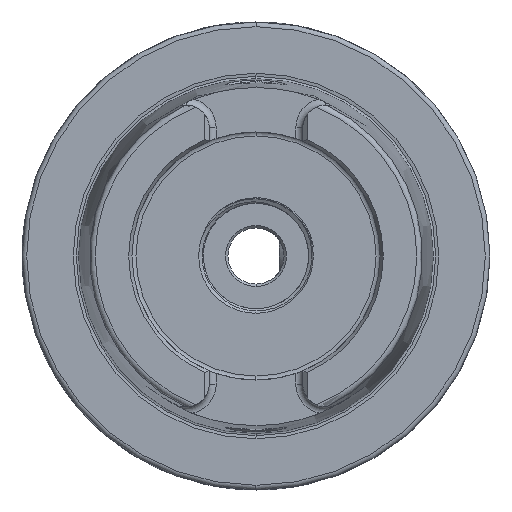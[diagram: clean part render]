
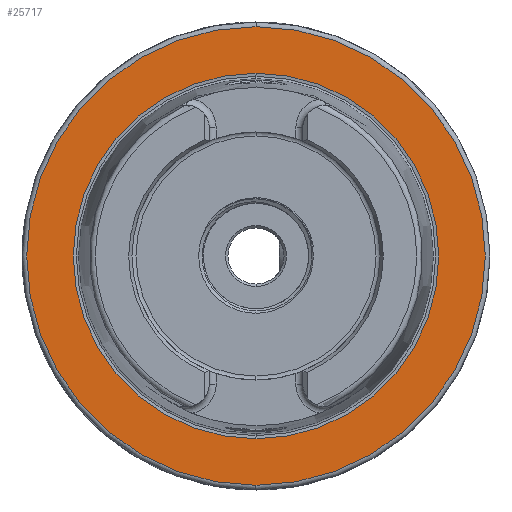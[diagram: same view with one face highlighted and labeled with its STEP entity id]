
A CAD part, left-side view. The second image highlights one B-rep face of the part: STEP entity #25717.
In plain terms, the highlighted planar face has unit normal (-1, 0, 0).
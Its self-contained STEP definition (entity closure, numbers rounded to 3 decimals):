
#1449 = FACE_BOUND ( 'NONE', #12475, .T. ) ;
#1451 = FACE_OUTER_BOUND ( 'NONE', #12467, .T. ) ;
#1672 = CIRCLE ( 'NONE', #2983, 39.054 ) ;
#1684 = CIRCLE ( 'NONE', #3035, 49. ) ;
#2973 = PLANE ( 'NONE',  #3517 ) ;
#2976 = DIRECTION ( 'NONE',  ( -1., 0., 0. ) ) ;
#2981 = CARTESIAN_POINT ( 'NONE',  ( 0., 39.054, 0. ) ) ;
#2983 = AXIS2_PLACEMENT_3D ( 'NONE', #21696, #21699, #21712 ) ;
#3010 = DIRECTION ( 'NONE',  ( 0., 0., 1. ) ) ;
#3035 = AXIS2_PLACEMENT_3D ( 'NONE', #21689, #21697, #21686 ) ;
#3343 = AXIS2_PLACEMENT_3D ( 'NONE', #11849, #11836, #11871 ) ;
#3364 = AXIS2_PLACEMENT_3D ( 'NONE', #11997, #12001, #12005 ) ;
#3517 = AXIS2_PLACEMENT_3D ( 'NONE', #2981, #2976, #3010 ) ;
#6988 = CIRCLE ( 'NONE', #3343, 39.054 ) ;
#7009 = CIRCLE ( 'NONE', #3364, 49. ) ;
#11836 = DIRECTION ( 'NONE',  ( 1., 0., 0. ) ) ;
#11849 = CARTESIAN_POINT ( 'NONE',  ( 0., 0., 0. ) ) ;
#11871 = DIRECTION ( 'NONE',  ( 0., 0., -1. ) ) ;
#11997 = CARTESIAN_POINT ( 'NONE',  ( 0., 0., 0. ) ) ;
#12001 = DIRECTION ( 'NONE',  ( -1., 0., 0. ) ) ;
#12005 = DIRECTION ( 'NONE',  ( 0., 0., 1. ) ) ;
#12467 = EDGE_LOOP ( 'NONE', ( #19194, #19177 ) ) ;
#12475 = EDGE_LOOP ( 'NONE', ( #19199, #19196 ) ) ;
#13199 = VERTEX_POINT ( 'NONE', #17776 ) ;
#13234 = VERTEX_POINT ( 'NONE', #17796 ) ;
#13239 = VERTEX_POINT ( 'NONE', #17823 ) ;
#13266 = VERTEX_POINT ( 'NONE', #17794 ) ;
#17776 = CARTESIAN_POINT ( 'NONE',  ( 0., 0., 39.054 ) ) ;
#17794 = CARTESIAN_POINT ( 'NONE',  ( 0., 0., 49. ) ) ;
#17796 = CARTESIAN_POINT ( 'NONE',  ( 0., 0., -39.054 ) ) ;
#17823 = CARTESIAN_POINT ( 'NONE',  ( 0., 0., -49. ) ) ;
#19177 = ORIENTED_EDGE ( 'NONE', *, *, #25871, .T. ) ;
#19194 = ORIENTED_EDGE ( 'NONE', *, *, #25643, .T. ) ;
#19196 = ORIENTED_EDGE ( 'NONE', *, *, #25870, .T. ) ;
#19199 = ORIENTED_EDGE ( 'NONE', *, *, #25611, .T. ) ;
#21686 = DIRECTION ( 'NONE',  ( 0., 0., 1. ) ) ;
#21689 = CARTESIAN_POINT ( 'NONE',  ( 0., 0., 0. ) ) ;
#21696 = CARTESIAN_POINT ( 'NONE',  ( 0., 0., 0. ) ) ;
#21697 = DIRECTION ( 'NONE',  ( -1., 0., 0. ) ) ;
#21699 = DIRECTION ( 'NONE',  ( 1., 0., 0. ) ) ;
#21712 = DIRECTION ( 'NONE',  ( 0., 0., -1. ) ) ;
#25611 = EDGE_CURVE ( 'NONE', #13199, #13234, #6988, .T. ) ;
#25643 = EDGE_CURVE ( 'NONE', #13266, #13239, #7009, .T. ) ;
#25717 = ADVANCED_FACE ( 'NONE', ( #1451, #1449 ), #2973, .T. ) ;
#25870 = EDGE_CURVE ( 'NONE', #13234, #13199, #1672, .T. ) ;
#25871 = EDGE_CURVE ( 'NONE', #13239, #13266, #1684, .T. ) ;
